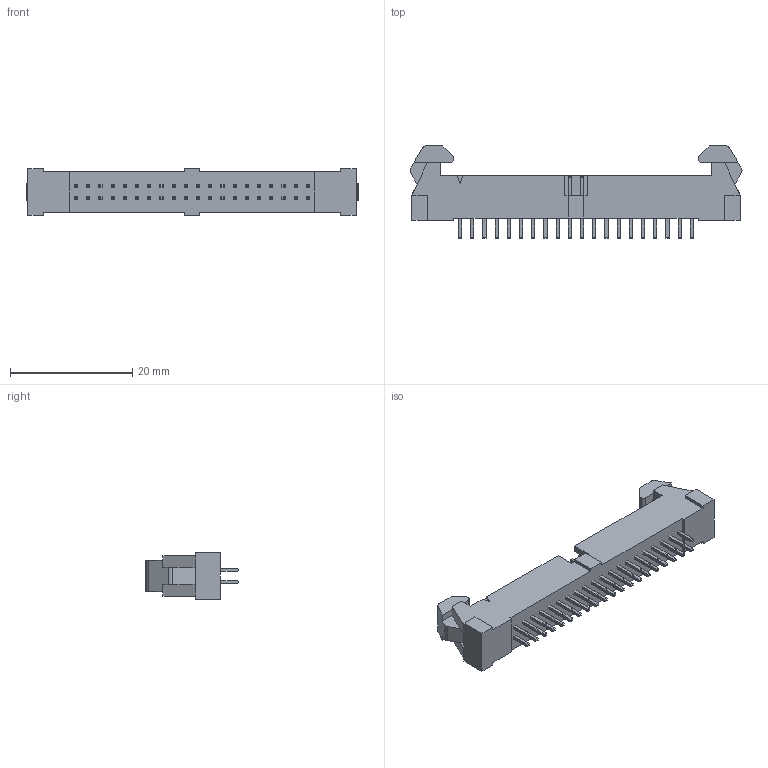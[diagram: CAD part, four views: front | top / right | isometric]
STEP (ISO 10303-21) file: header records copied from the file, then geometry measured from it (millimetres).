
FILE_DESCRIPTION( ( 'STEP AP214' ), '1' );
FILE_NAME( 'EHT-120-01-S-D.stp', '2022-01-26T14:24:55', ( 'License CC BY-ND 4.0' ), ( 'CADENAS' ), ' ', 'PARTsolutions', ' ' );
FILE_SCHEMA( ( 'AUTOMOTIVE_DESIGN { 1 0 10303 214 1 1 1 1 }' ) );
Length unit declared in the file: inch
Products named in the file (4): EHT-120-01-S-D; _EHT-120-01-D_header; _EHT-First_Position_Indicator; _C-95-01-20-D-
Assembly tree (3 placements, depth 2):
  EHT-120-01-S-D
    _EHT-120-01-D_header
    _EHT-First_Position_Indicator
    _C-95-01-20-D-
Bounding box: 54.37 x 15.09 x 7.62 mm (x, y, z)
Volume: 2257.1 mm3; surface area: 3276.1 mm2
Topology: 3 solids, 3 shells, 579 faces, 1703 edges, 1130 vertices
Faces by surface type: plane 571, cylinder 8
Entity records: 23547 total; most frequent: CARTESIAN_POINT 3416, ORIENTED_EDGE 3406, DIRECTION 2885, EDGE_CURVE 1703, LINE 1687, VECTOR 1687, VERTEX_POINT 1130, AXIS2_PLACEMENT_3D 599
